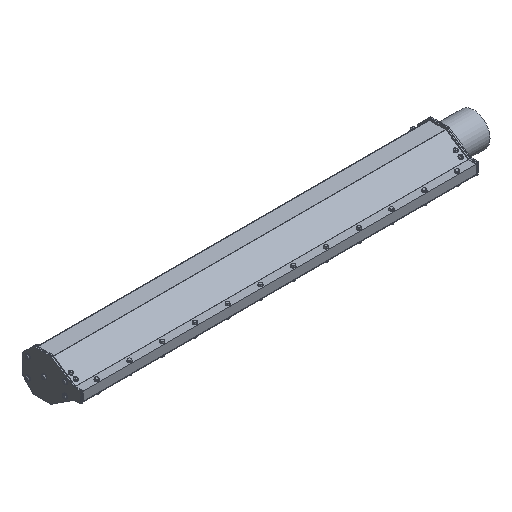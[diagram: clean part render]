
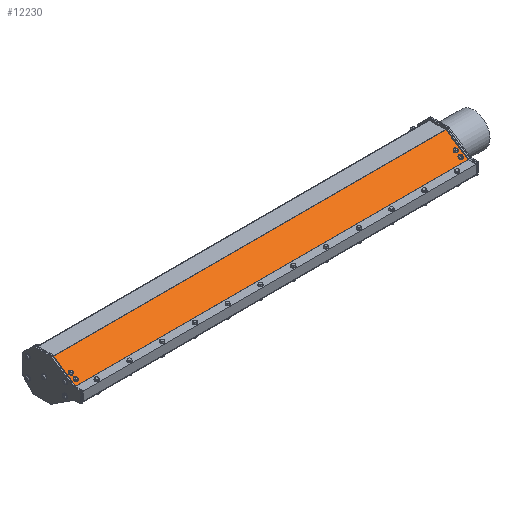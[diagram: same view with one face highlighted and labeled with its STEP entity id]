
A CAD part, isometric view. The second image highlights one B-rep face of the part: STEP entity #12230.
In plain terms, the highlighted planar face has unit normal (0, -0.537, 0.843).
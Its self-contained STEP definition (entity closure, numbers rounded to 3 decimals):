
#400=FACE_BOUND('',#3230,.T.);
#401=FACE_BOUND('',#3231,.T.);
#402=FACE_BOUND('',#3232,.T.);
#403=FACE_BOUND('',#3233,.T.);
#668=PLANE('',#13289);
#2268=FACE_OUTER_BOUND('',#3229,.T.);
#3229=EDGE_LOOP('',(#9435,#9436,#9437,#9438));
#3230=EDGE_LOOP('',(#9439));
#3231=EDGE_LOOP('',(#9440));
#3232=EDGE_LOOP('',(#9441));
#3233=EDGE_LOOP('',(#9442));
#4216=LINE('',#71828,#4712);
#4223=LINE('',#71869,#4719);
#4226=LINE('',#71874,#4722);
#4227=LINE('',#71875,#4723);
#4712=VECTOR('',#15361,0.394);
#4719=VECTOR('',#15400,0.394);
#4722=VECTOR('',#15407,0.394);
#4723=VECTOR('',#15408,0.394);
#5104=CIRCLE('',#13023,0.177);
#5109=CIRCLE('',#13033,0.177);
#5124=CIRCLE('',#13063,0.177);
#5129=CIRCLE('',#13073,0.177);
#5832=VERTEX_POINT('',#71190);
#5837=VERTEX_POINT('',#71205);
#5852=VERTEX_POINT('',#71250);
#5857=VERTEX_POINT('',#71265);
#6048=VERTEX_POINT('',#71824);
#6049=VERTEX_POINT('',#71826);
#6066=VERTEX_POINT('',#71865);
#6067=VERTEX_POINT('',#71867);
#7048=EDGE_CURVE('',#5832,#5832,#5104,.T.);
#7053=EDGE_CURVE('',#5837,#5837,#5109,.T.);
#7068=EDGE_CURVE('',#5852,#5852,#5124,.T.);
#7073=EDGE_CURVE('',#5857,#5857,#5129,.T.);
#7335=EDGE_CURVE('',#6049,#6048,#4216,.T.);
#7356=EDGE_CURVE('',#6067,#6066,#4223,.T.);
#7359=EDGE_CURVE('',#6048,#6067,#4226,.T.);
#7360=EDGE_CURVE('',#6066,#6049,#4227,.T.);
#9435=ORIENTED_EDGE('',*,*,#7356,.F.);
#9436=ORIENTED_EDGE('',*,*,#7359,.F.);
#9437=ORIENTED_EDGE('',*,*,#7335,.F.);
#9438=ORIENTED_EDGE('',*,*,#7360,.F.);
#9439=ORIENTED_EDGE('',*,*,#7048,.F.);
#9440=ORIENTED_EDGE('',*,*,#7053,.F.);
#9441=ORIENTED_EDGE('',*,*,#7068,.F.);
#9442=ORIENTED_EDGE('',*,*,#7073,.F.);
#12230=ADVANCED_FACE('',(#2268,#400,#401,#402,#403),#668,.T.);
#13023=AXIS2_PLACEMENT_3D('',#71191,#14692,#14693);
#13033=AXIS2_PLACEMENT_3D('',#71206,#14712,#14713);
#13063=AXIS2_PLACEMENT_3D('',#71251,#14772,#14773);
#13073=AXIS2_PLACEMENT_3D('',#71266,#14792,#14793);
#13289=AXIS2_PLACEMENT_3D('',#71873,#15405,#15406);
#14692=DIRECTION('center_axis',(0.,-0.537,
0.843));
#14693=DIRECTION('ref_axis',(-0.301,0.804,0.512));
#14712=DIRECTION('center_axis',(0.,-0.537,
0.843));
#14713=DIRECTION('ref_axis',(0.191,0.828,0.527));
#14772=DIRECTION('center_axis',(0.,-0.537,
0.843));
#14773=DIRECTION('ref_axis',(-0.9,0.367,0.234));
#14792=DIRECTION('center_axis',(0.,-0.537,
0.843));
#14793=DIRECTION('ref_axis',(0.985,0.145,0.092));
#15361=DIRECTION('',(1.,0.,0.));
#15400=DIRECTION('',(-1.,0.,0.));
#15405=DIRECTION('center_axis',(0.,-0.537,
0.843));
#15406=DIRECTION('ref_axis',(0.,-0.843,-0.537));
#15407=DIRECTION('',(0.,-0.843,-0.537));
#15408=DIRECTION('',(0.,0.843,0.537));
#71190=CARTESIAN_POINT('',(22.862,-2.41,0.55));
#71191=CARTESIAN_POINT('Origin',(22.808,-2.267,0.64));
#71205=CARTESIAN_POINT('',(-12.476,-2.414,0.547));
#71206=CARTESIAN_POINT('Origin',(-12.442,-2.267,0.64));
#71250=CARTESIAN_POINT('',(-12.282,-1.884,0.885));
#71251=CARTESIAN_POINT('Origin',(-12.442,-1.819,0.926));
#71265=CARTESIAN_POINT('',(22.634,-1.844,0.91));
#71266=CARTESIAN_POINT('Origin',(22.808,-1.819,0.926));
#71824=CARTESIAN_POINT('',(23.183,-0.544,1.738));
#71826=CARTESIAN_POINT('',(-12.817,-0.544,1.738));
#71828=CARTESIAN_POINT('',(-12.817,-0.544,1.738));
#71865=CARTESIAN_POINT('',(-12.817,-2.594,0.432));
#71867=CARTESIAN_POINT('',(23.183,-2.594,0.432));
#71869=CARTESIAN_POINT('',(-12.817,-2.594,0.432));
#71873=CARTESIAN_POINT('Origin',(-12.817,-0.529,1.748));
#71874=CARTESIAN_POINT('',(23.183,-2.601,0.428));
#71875=CARTESIAN_POINT('',(-12.817,-2.601,0.428));
